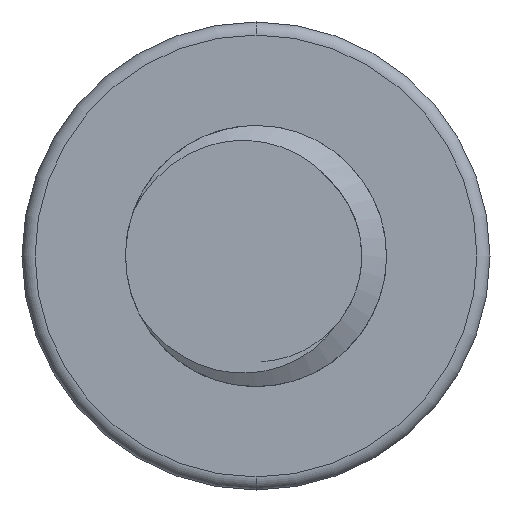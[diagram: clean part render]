
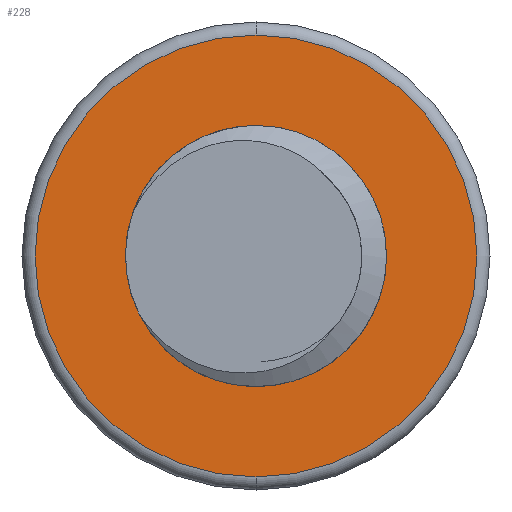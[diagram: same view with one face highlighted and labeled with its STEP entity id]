
A CAD part, front view. The second image highlights one B-rep face of the part: STEP entity #228.
In plain terms, the highlighted planar face has unit normal (0, -1, 0).
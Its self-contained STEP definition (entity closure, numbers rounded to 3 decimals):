
#134 = EDGE_CURVE ( 'NONE', #4913, #5257, #872, .T. ) ;
#228 = ADVANCED_FACE ( 'NONE', ( #1015, #1049 ), #5842, .T. ) ;
#513 = CARTESIAN_POINT ( 'NONE',  ( 0., 20., 0. ) ) ;
#872 = CIRCLE ( 'NONE', #1442, 2. ) ;
#1015 = FACE_OUTER_BOUND ( 'NONE', #4316, .T. ) ;
#1049 = FACE_BOUND ( 'NONE', #4047, .T. ) ;
#1243 = ORIENTED_EDGE ( 'NONE', *, *, #4536, .T. ) ;
#1333 = EDGE_CURVE ( 'NONE', #1938, #2945, #5331, .T. ) ;
#1442 = AXIS2_PLACEMENT_3D ( 'NONE', #513, #4786, #2663 ) ;
#1825 = CARTESIAN_POINT ( 'NONE',  ( 0., 20., 0. ) ) ;
#1863 = DIRECTION ( 'NONE',  ( 0., 0., -1. ) ) ;
#1938 = VERTEX_POINT ( 'NONE', #6024 ) ;
#2390 = DIRECTION ( 'NONE',  ( 0., -1., 0. ) ) ;
#2663 = DIRECTION ( 'NONE',  ( 0., 0., 1. ) ) ;
#2945 = VERTEX_POINT ( 'NONE', #6326 ) ;
#2989 = CARTESIAN_POINT ( 'NONE',  ( 0., 20., 0. ) ) ;
#3160 = DIRECTION ( 'NONE',  ( 0., -1., 0. ) ) ;
#3168 = CARTESIAN_POINT ( 'NONE',  ( 0., 20., 0. ) ) ;
#3207 = CIRCLE ( 'NONE', #5901, 2. ) ;
#3308 = CARTESIAN_POINT ( 'NONE',  ( 2., 20., 0. ) ) ;
#3584 = AXIS2_PLACEMENT_3D ( 'NONE', #3168, #4844, #5892 ) ;
#3905 = EDGE_CURVE ( 'NONE', #5257, #4913, #3207, .T. ) ;
#4047 = EDGE_LOOP ( 'NONE', ( #6179, #4217 ) ) ;
#4217 = ORIENTED_EDGE ( 'NONE', *, *, #134, .T. ) ;
#4316 = EDGE_LOOP ( 'NONE', ( #1243, #5158 ) ) ;
#4536 = EDGE_CURVE ( 'NONE', #2945, #1938, #5232, .T. ) ;
#4786 = DIRECTION ( 'NONE',  ( 0., 1., 0. ) ) ;
#4841 = CARTESIAN_POINT ( 'NONE',  ( 1.427, 20., -1.401 ) ) ;
#4844 = DIRECTION ( 'NONE',  ( 0., -1., 0. ) ) ;
#4913 = VERTEX_POINT ( 'NONE', #3308 ) ;
#5158 = ORIENTED_EDGE ( 'NONE', *, *, #1333, .T. ) ;
#5232 = CIRCLE ( 'NONE', #6571, 3.386 ) ;
#5257 = VERTEX_POINT ( 'NONE', #4841 ) ;
#5331 = CIRCLE ( 'NONE', #6560, 3.386 ) ;
#5481 = DIRECTION ( 'NONE',  ( 0., 0., 1. ) ) ;
#5587 = DIRECTION ( 'NONE',  ( 0., 1., 0. ) ) ;
#5842 = PLANE ( 'NONE',  #3584 ) ;
#5892 = DIRECTION ( 'NONE',  ( 0., 0., -1. ) ) ;
#5901 = AXIS2_PLACEMENT_3D ( 'NONE', #1825, #5587, #5481 ) ;
#6024 = CARTESIAN_POINT ( 'NONE',  ( 0., 20., 3.386 ) ) ;
#6179 = ORIENTED_EDGE ( 'NONE', *, *, #3905, .T. ) ;
#6326 = CARTESIAN_POINT ( 'NONE',  ( 0., 20., -3.386 ) ) ;
#6356 = DIRECTION ( 'NONE',  ( 0., 0., -1. ) ) ;
#6560 = AXIS2_PLACEMENT_3D ( 'NONE', #6949, #3160, #6356 ) ;
#6571 = AXIS2_PLACEMENT_3D ( 'NONE', #2989, #2390, #1863 ) ;
#6949 = CARTESIAN_POINT ( 'NONE',  ( 0., 20., 0. ) ) ;
